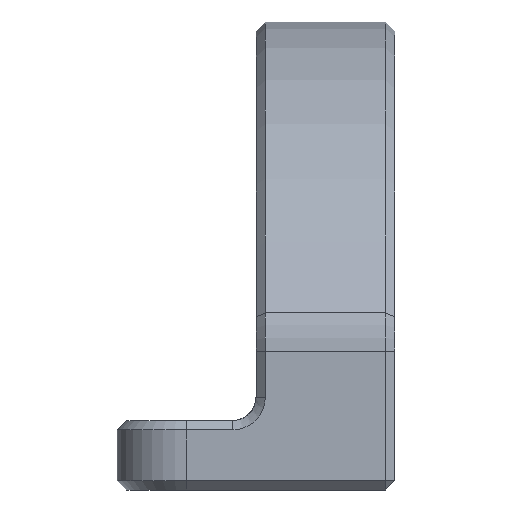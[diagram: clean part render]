
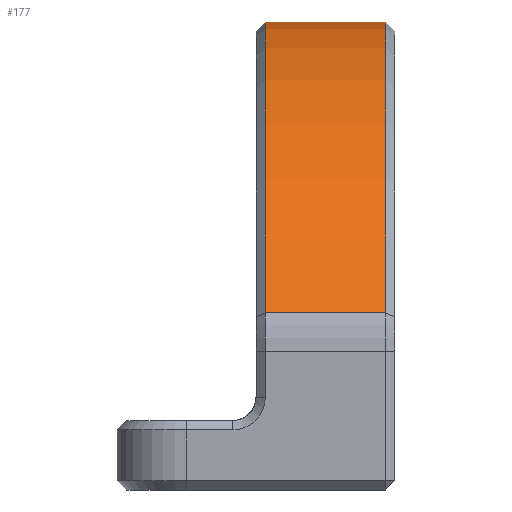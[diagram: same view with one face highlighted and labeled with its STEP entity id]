
A CAD part, front view. The second image highlights one B-rep face of the part: STEP entity #177.
In plain terms, the highlighted cylindrical face has radius 21.624 mm (diameter 43.248 mm), a partial arc.
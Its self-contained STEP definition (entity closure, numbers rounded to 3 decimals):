
#144 = DIRECTION ( 'NONE',  ( 1., 0., 0. ) ) ;
#168 = DIRECTION ( 'NONE',  ( -1., 0., 0. ) ) ;
#177 = ADVANCED_FACE ( 'NONE', ( #2560 ), #3972, .T. ) ;
#201 = CARTESIAN_POINT ( 'NONE',  ( 25.6, 0., 0. ) ) ;
#392 = CIRCLE ( 'NONE', #1303, 21.624 ) ;
#414 = EDGE_CURVE ( 'NONE', #4858, #4972, #3970, .T. ) ;
#698 = CIRCLE ( 'NONE', #4273, 21.624 ) ;
#987 = AXIS2_PLACEMENT_3D ( 'NONE', #5443, #144, #1639 ) ;
#1143 = DIRECTION ( 'NONE',  ( 0., 1., 0. ) ) ;
#1148 = CARTESIAN_POINT ( 'NONE',  ( -23.551, 19.637, 9.054 ) ) ;
#1222 = CARTESIAN_POINT ( 'NONE',  ( -23.551, -19.637, 9.054 ) ) ;
#1284 = CARTESIAN_POINT ( 'NONE',  ( 25.6, 19.637, 9.054 ) ) ;
#1303 = AXIS2_PLACEMENT_3D ( 'NONE', #201, #168, #1143 ) ;
#1415 = ORIENTED_EDGE ( 'NONE', *, *, #5305, .T. ) ;
#1558 = VERTEX_POINT ( 'NONE', #3823 ) ;
#1639 = DIRECTION ( 'NONE',  ( 0., 1., 0. ) ) ;
#1996 = VECTOR ( 'NONE', #5933, 1000. ) ;
#2023 = ORIENTED_EDGE ( 'NONE', *, *, #5260, .T. ) ;
#2478 = EDGE_LOOP ( 'NONE', ( #2023, #3158, #4702, #1415 ) ) ;
#2560 = FACE_OUTER_BOUND ( 'NONE', #2478, .T. ) ;
#2903 = DIRECTION ( 'NONE',  ( 1., 0., 0. ) ) ;
#3158 = ORIENTED_EDGE ( 'NONE', *, *, #4077, .T. ) ;
#3775 = CARTESIAN_POINT ( 'NONE',  ( 20.4, 0., 0. ) ) ;
#3823 = CARTESIAN_POINT ( 'NONE',  ( 25.6, -19.637, 9.054 ) ) ;
#3844 = VERTEX_POINT ( 'NONE', #5117 ) ;
#3865 = DIRECTION ( 'NONE',  ( 1., 0., 0. ) ) ;
#3970 = LINE ( 'NONE', #1148, #5042 ) ;
#3972 = CYLINDRICAL_SURFACE ( 'NONE', #987, 21.624 ) ;
#4077 = EDGE_CURVE ( 'NONE', #1558, #4972, #392, .T. ) ;
#4081 = CARTESIAN_POINT ( 'NONE',  ( 20.4, 19.637, 9.054 ) ) ;
#4273 = AXIS2_PLACEMENT_3D ( 'NONE', #3775, #3865, #5753 ) ;
#4702 = ORIENTED_EDGE ( 'NONE', *, *, #414, .F. ) ;
#4858 = VERTEX_POINT ( 'NONE', #4081 ) ;
#4972 = VERTEX_POINT ( 'NONE', #1284 ) ;
#5042 = VECTOR ( 'NONE', #2903, 1000. ) ;
#5117 = CARTESIAN_POINT ( 'NONE',  ( 20.4, -19.637, 9.054 ) ) ;
#5260 = EDGE_CURVE ( 'NONE', #3844, #1558, #5491, .T. ) ;
#5305 = EDGE_CURVE ( 'NONE', #4858, #3844, #698, .T. ) ;
#5443 = CARTESIAN_POINT ( 'NONE',  ( -23.551, 0., 0. ) ) ;
#5491 = LINE ( 'NONE', #1222, #1996 ) ;
#5753 = DIRECTION ( 'NONE',  ( 0., -1., 0. ) ) ;
#5933 = DIRECTION ( 'NONE',  ( 1., 0., 0. ) ) ;
